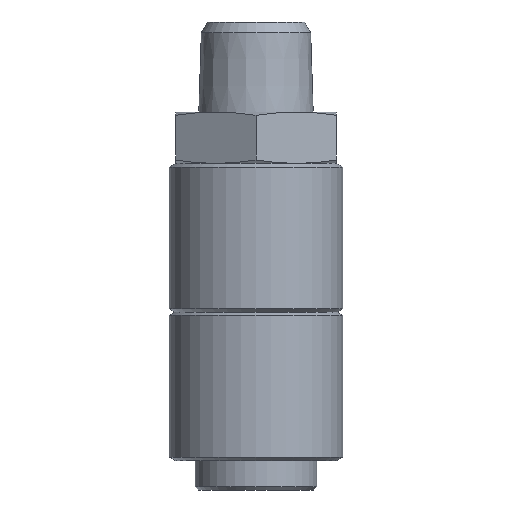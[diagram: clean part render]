
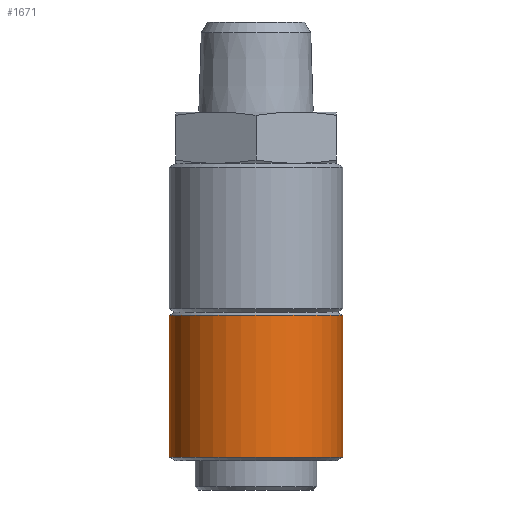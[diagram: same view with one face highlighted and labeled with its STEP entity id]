
A CAD part, front view. The second image highlights one B-rep face of the part: STEP entity #1671.
In plain terms, the highlighted cylindrical face has radius 7.7 mm (diameter 15.4 mm), a full revolution.
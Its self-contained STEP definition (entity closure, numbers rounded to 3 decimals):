
#127=B_SPLINE_CURVE_WITH_KNOTS('',3,(#2292,#2293,#2294,#2295,#2296,#2297,
#2298,#2299,#2300),.UNSPECIFIED.,.F.,.F.,(4,1,1,1,1,1,4),(0.007,
0.01,0.011,0.013,0.014,
0.015,0.018),.UNSPECIFIED.);
#128=B_SPLINE_CURVE_WITH_KNOTS('',3,(#2305,#2306,#2307,#2308),
 .UNSPECIFIED.,.F.,.F.,(4,4),(0.,0.002),.UNSPECIFIED.);
#129=B_SPLINE_CURVE_WITH_KNOTS('',3,(#2312,#2313,#2314,#2315,#2316,#2317,
#2318,#2319),.UNSPECIFIED.,.F.,.F.,(4,1,1,1,1,4),(0.02,0.023,
0.024,0.025,0.028,0.031),
 .UNSPECIFIED.);
#130=B_SPLINE_CURVE_WITH_KNOTS('',3,(#2323,#2324,#2325,#2326),
 .UNSPECIFIED.,.F.,.F.,(4,4),(0.,0.002),.UNSPECIFIED.);
#171=CIRCLE('',#1768,7.7);
#172=CIRCLE('',#1769,7.7);
#173=CIRCLE('',#1770,7.7);
#174=CIRCLE('',#1771,7.7);
#175=CIRCLE('',#1772,7.7);
#176=CIRCLE('',#1773,7.7);
#251=ORIENTED_EDGE('',*,*,#532,.F.);
#252=ORIENTED_EDGE('',*,*,#533,.F.);
#253=ORIENTED_EDGE('',*,*,#534,.F.);
#254=ORIENTED_EDGE('',*,*,#535,.F.);
#255=ORIENTED_EDGE('',*,*,#536,.F.);
#256=ORIENTED_EDGE('',*,*,#537,.F.);
#257=ORIENTED_EDGE('',*,*,#538,.F.);
#258=ORIENTED_EDGE('',*,*,#539,.F.);
#259=ORIENTED_EDGE('',*,*,#540,.F.);
#260=ORIENTED_EDGE('',*,*,#541,.T.);
#532=EDGE_CURVE('',#672,#672,#171,.T.);
#533=EDGE_CURVE('',#673,#674,#127,.T.);
#534=EDGE_CURVE('',#675,#673,#172,.T.);
#535=EDGE_CURVE('',#676,#675,#128,.T.);
#536=EDGE_CURVE('',#677,#676,#173,.T.);
#537=EDGE_CURVE('',#678,#677,#129,.T.);
#538=EDGE_CURVE('',#679,#678,#174,.T.);
#539=EDGE_CURVE('',#680,#679,#130,.T.);
#540=EDGE_CURVE('',#674,#680,#175,.T.);
#541=EDGE_CURVE('',#681,#681,#176,.T.);
#672=VERTEX_POINT('',#2291);
#673=VERTEX_POINT('',#2301);
#674=VERTEX_POINT('',#2302);
#675=VERTEX_POINT('',#2304);
#676=VERTEX_POINT('',#2309);
#677=VERTEX_POINT('',#2311);
#678=VERTEX_POINT('',#2320);
#679=VERTEX_POINT('',#2322);
#680=VERTEX_POINT('',#2327);
#681=VERTEX_POINT('',#2330);
#780=EDGE_LOOP('',(#251));
#781=EDGE_LOOP('',(#252,#253,#254,#255,#256,#257,#258,#259));
#782=EDGE_LOOP('',(#260));
#917=FACE_BOUND('',#780,.T.);
#918=FACE_BOUND('',#781,.T.);
#919=FACE_BOUND('',#782,.T.);
#1051=CYLINDRICAL_SURFACE('',#1767,7.7);
#1671=ADVANCED_FACE('',(#917,#918,#919),#1051,.T.);
#1767=AXIS2_PLACEMENT_3D('',#2289,#1941,#1942);
#1768=AXIS2_PLACEMENT_3D('',#2290,#1943,#1944);
#1769=AXIS2_PLACEMENT_3D('',#2303,#1945,#1946);
#1770=AXIS2_PLACEMENT_3D('',#2310,#1947,#1948);
#1771=AXIS2_PLACEMENT_3D('',#2321,#1949,#1950);
#1772=AXIS2_PLACEMENT_3D('',#2328,#1951,#1952);
#1773=AXIS2_PLACEMENT_3D('',#2329,#1953,#1954);
#1941=DIRECTION('',(0.,0.,-1.));
#1942=DIRECTION('',(-1.,0.,0.));
#1943=DIRECTION('',(0.,0.,-1.));
#1944=DIRECTION('',(-1.,0.,0.));
#1945=DIRECTION('',(0.,0.,-1.));
#1946=DIRECTION('',(-1.,0.,0.));
#1947=DIRECTION('',(0.,0.,1.));
#1948=DIRECTION('',(1.,0.,0.));
#1949=DIRECTION('',(0.,0.,1.));
#1950=DIRECTION('',(1.,0.,0.));
#1951=DIRECTION('',(0.,0.,-1.));
#1952=DIRECTION('',(-1.,0.,0.));
#1953=DIRECTION('',(0.,0.,-1.));
#1954=DIRECTION('',(-1.,0.,0.));
#2289=CARTESIAN_POINT('',(0.,0.,-33.6));
#2290=CARTESIAN_POINT('',(0.,0.,-30.68));
#2291=CARTESIAN_POINT('',(-7.7,0.,-30.68));
#2292=CARTESIAN_POINT('',(-3.873,6.655,-23.467));
#2293=CARTESIAN_POINT('',(-3.651,6.784,-22.608));
#2294=CARTESIAN_POINT('',(-2.896,7.204,-21.474));
#2295=CARTESIAN_POINT('',(-1.347,7.618,-20.623));
#2296=CARTESIAN_POINT('',(-0.003,7.741,-20.39));
#2297=CARTESIAN_POINT('',(1.346,7.618,-20.621));
#2298=CARTESIAN_POINT('',(2.903,7.202,-21.479));
#2299=CARTESIAN_POINT('',(3.651,6.784,-22.606));
#2300=CARTESIAN_POINT('',(3.873,6.655,-23.467));
#2301=CARTESIAN_POINT('',(-3.873,6.655,-23.467));
#2302=CARTESIAN_POINT('',(3.873,6.655,-23.467));
#2303=CARTESIAN_POINT('',(0.,0.,-23.467));
#2304=CARTESIAN_POINT('',(-4.899,5.941,-23.467));
#2305=CARTESIAN_POINT('',(-4.899,5.941,-25.467));
#2306=CARTESIAN_POINT('',(-5.033,5.83,-24.811));
#2307=CARTESIAN_POINT('',(-5.033,5.83,-24.124));
#2308=CARTESIAN_POINT('',(-4.899,5.941,-23.467));
#2309=CARTESIAN_POINT('',(-4.899,5.941,-25.467));
#2310=CARTESIAN_POINT('',(0.,0.,-25.467));
#2311=CARTESIAN_POINT('',(-3.873,6.655,-25.467));
#2312=CARTESIAN_POINT('',(3.873,6.655,-25.467));
#2313=CARTESIAN_POINT('',(3.651,6.784,-26.327));
#2314=CARTESIAN_POINT('',(2.895,7.204,-27.462));
#2315=CARTESIAN_POINT('',(1.346,7.618,-28.313));
#2316=CARTESIAN_POINT('',(-0.465,7.785,-28.624));
#2317=CARTESIAN_POINT('',(-2.662,7.345,-27.829));
#2318=CARTESIAN_POINT('',(-3.65,6.785,-26.332));
#2319=CARTESIAN_POINT('',(-3.873,6.655,-25.467));
#2320=CARTESIAN_POINT('',(3.873,6.655,-25.467));
#2321=CARTESIAN_POINT('',(0.,0.,-25.467));
#2322=CARTESIAN_POINT('',(4.899,5.941,-25.467));
#2323=CARTESIAN_POINT('',(4.899,5.941,-23.467));
#2324=CARTESIAN_POINT('',(5.033,5.83,-24.124));
#2325=CARTESIAN_POINT('',(5.033,5.83,-24.811));
#2326=CARTESIAN_POINT('',(4.899,5.941,-25.467));
#2327=CARTESIAN_POINT('',(4.899,5.941,-23.467));
#2328=CARTESIAN_POINT('',(0.,0.,-23.467));
#2329=CARTESIAN_POINT('',(0.,0.,-18.073));
#2330=CARTESIAN_POINT('',(-7.7,0.,-18.073));
